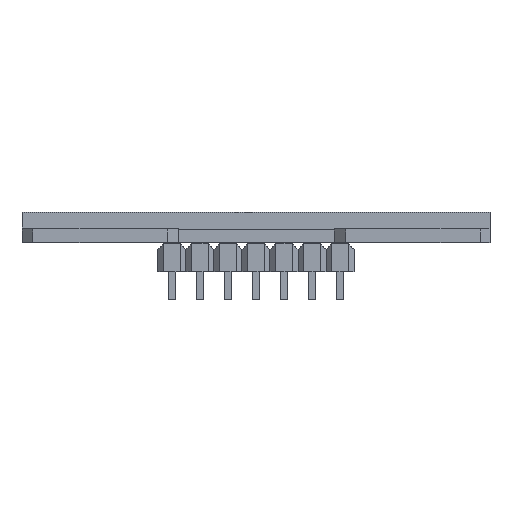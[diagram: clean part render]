
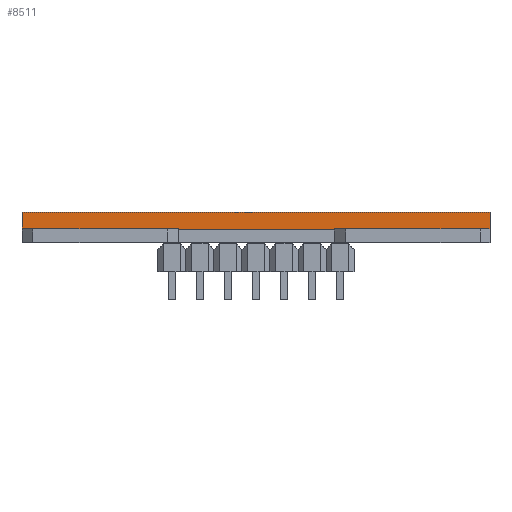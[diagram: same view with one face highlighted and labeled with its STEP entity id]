
A CAD part, top view. The second image highlights one B-rep face of the part: STEP entity #8511.
In plain terms, the highlighted planar face has unit normal (0, 0, 1).
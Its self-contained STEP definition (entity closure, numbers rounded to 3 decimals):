
#8511=ADVANCED_FACE('',(#8842),#8844,.T.);
#8842=FACE_BOUND('',#8843,.T.);
#8843=EDGE_LOOP('',(#9111,#9112,#9113,#9114));
#8844=PLANE('',#8845);
#8845=AXIS2_PLACEMENT_3D('',#8846,#8847,#8848);
#8846=CARTESIAN_POINT('',(0.,1.2,33.61));
#8847=DIRECTION('',(0.,0.,1.));
#8848=DIRECTION('',(1.,0.,0.));
#9111=ORIENTED_EDGE('',*,*,#9238,.F.);
#9112=ORIENTED_EDGE('',*,*,#9258,.T.);
#9113=ORIENTED_EDGE('',*,*,#9259,.F.);
#9114=ORIENTED_EDGE('',*,*,#9245,.F.);
#9238=EDGE_CURVE('',#9431,#9434,#9435,.T.);
#9245=EDGE_CURVE('',#9434,#9447,#9448,.T.);
#9258=EDGE_CURVE('',#9431,#9467,#9468,.T.);
#9259=EDGE_CURVE('',#9447,#9467,#9469,.T.);
#9431=VERTEX_POINT('',#9865);
#9434=VERTEX_POINT('',#9870);
#9435=LINE('',#9871,#9872);
#9447=VERTEX_POINT('',#9897);
#9448=LINE('',#9898,#9899);
#9467=VERTEX_POINT('',#9943);
#9468=LINE('',#9944,#9945);
#9469=LINE('',#9947,#9948);
#9865=CARTESIAN_POINT('',(42.4,1.2,33.61));
#9870=CARTESIAN_POINT('',(0.,1.2,33.61));
#9871=CARTESIAN_POINT('',(42.4,1.2,33.61));
#9872=VECTOR('',#9873,1.);
#9873=DIRECTION('',(-1.,0.,0.));
#9897=CARTESIAN_POINT('',(0.,2.7,33.61));
#9898=CARTESIAN_POINT('',(0.,1.2,33.61));
#9899=VECTOR('',#9900,1.);
#9900=DIRECTION('',(0.,1.,0.));
#9943=CARTESIAN_POINT('',(42.4,2.7,33.61));
#9944=CARTESIAN_POINT('',(42.4,1.2,33.61));
#9945=VECTOR('',#9946,1.);
#9946=DIRECTION('',(0.,1.,0.));
#9947=CARTESIAN_POINT('',(0.,2.7,33.61));
#9948=VECTOR('',#9949,1.);
#9949=DIRECTION('',(1.,0.,0.));
